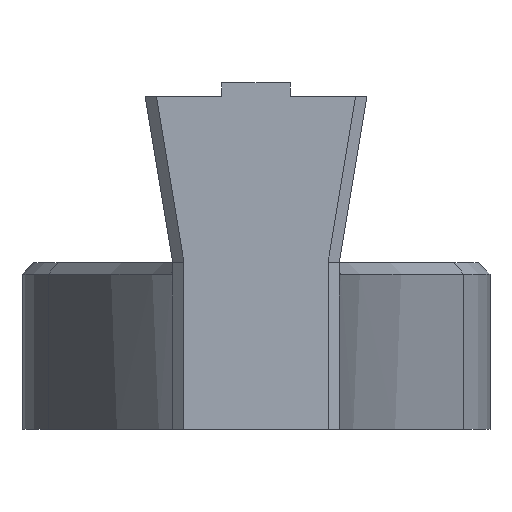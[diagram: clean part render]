
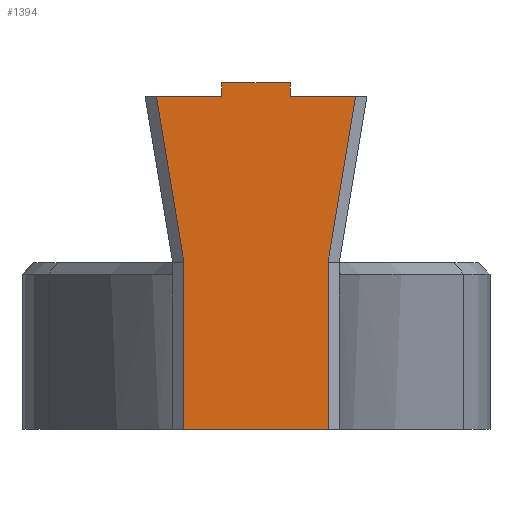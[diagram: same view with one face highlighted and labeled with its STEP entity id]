
A CAD part, left-side view. The second image highlights one B-rep face of the part: STEP entity #1394.
In plain terms, the highlighted planar face has unit normal (-1, 0, 0).
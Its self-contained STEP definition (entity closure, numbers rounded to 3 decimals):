
#207=FACE_OUTER_BOUND('',#292,.T.);
#292=EDGE_LOOP('',(#1270,#1271,#1272,#1273,#1274,#1275,#1276,#1277,#1278,
#1279));
#355=LINE('',#2569,#484);
#373=LINE('',#2613,#502);
#382=LINE('',#2642,#511);
#384=LINE('',#2645,#513);
#390=LINE('',#2660,#519);
#392=LINE('',#2663,#521);
#415=LINE('',#2734,#544);
#419=LINE('',#2741,#548);
#420=LINE('',#2743,#549);
#421=LINE('',#2745,#550);
#484=VECTOR('',#1680,10.);
#502=VECTOR('',#1716,1000.);
#511=VECTOR('',#1745,10.);
#513=VECTOR('',#1749,10.);
#519=VECTOR('',#1763,10.);
#521=VECTOR('',#1767,10.);
#544=VECTOR('',#1858,10.);
#548=VECTOR('',#1864,10.);
#549=VECTOR('',#1867,10.);
#550=VECTOR('',#1870,10.);
#630=VERTEX_POINT('',#2566);
#631=VERTEX_POINT('',#2568);
#647=VERTEX_POINT('',#2610);
#648=VERTEX_POINT('',#2612);
#658=VERTEX_POINT('',#2641);
#662=VERTEX_POINT('',#2657);
#663=VERTEX_POINT('',#2659);
#677=VERTEX_POINT('',#2733);
#678=VERTEX_POINT('',#2737);
#679=VERTEX_POINT('',#2739);
#792=EDGE_CURVE('',#630,#631,#355,.T.);
#814=EDGE_CURVE('',#647,#648,#373,.T.);
#829=EDGE_CURVE('',#648,#658,#382,.T.);
#831=EDGE_CURVE('',#658,#630,#384,.T.);
#838=EDGE_CURVE('',#662,#663,#390,.T.);
#840=EDGE_CURVE('',#663,#647,#392,.T.);
#873=EDGE_CURVE('',#631,#677,#415,.T.);
#877=EDGE_CURVE('',#678,#679,#419,.T.);
#878=EDGE_CURVE('',#677,#679,#420,.T.);
#879=EDGE_CURVE('',#678,#662,#421,.T.);
#1270=ORIENTED_EDGE('',*,*,#829,.F.);
#1271=ORIENTED_EDGE('',*,*,#814,.F.);
#1272=ORIENTED_EDGE('',*,*,#840,.F.);
#1273=ORIENTED_EDGE('',*,*,#838,.F.);
#1274=ORIENTED_EDGE('',*,*,#879,.F.);
#1275=ORIENTED_EDGE('',*,*,#877,.T.);
#1276=ORIENTED_EDGE('',*,*,#878,.F.);
#1277=ORIENTED_EDGE('',*,*,#873,.F.);
#1278=ORIENTED_EDGE('',*,*,#792,.F.);
#1279=ORIENTED_EDGE('',*,*,#831,.F.);
#1318=PLANE('',#1519);
#1394=ADVANCED_FACE('',(#207),#1318,.T.);
#1519=AXIS2_PLACEMENT_3D('',#2746,#1871,#1872);
#1680=DIRECTION('',(0.,-1.,0.));
#1716=DIRECTION('',(0.,1.,0.));
#1745=DIRECTION('',(0.,0.,1.));
#1749=DIRECTION('',(0.,0.164,0.986));
#1763=DIRECTION('',(0.,0.164,-0.986));
#1767=DIRECTION('',(0.,0.,-1.));
#1858=DIRECTION('',(0.,0.,1.));
#1864=DIRECTION('',(0.,0.,1.));
#1867=DIRECTION('',(0.,-1.,0.));
#1870=DIRECTION('',(0.,-1.,0.));
#1871=DIRECTION('center_axis',(-1.,0.,0.));
#1872=DIRECTION('ref_axis',(0.,0.,1.));
#2566=CARTESIAN_POINT('',(-75.,8.986,30.));
#2568=CARTESIAN_POINT('',(-75.,3.1,30.));
#2569=CARTESIAN_POINT('',(-75.,-10.,30.));
#2610=CARTESIAN_POINT('',(-75.,-6.5,0.));
#2612=CARTESIAN_POINT('',(-75.,6.5,0.));
#2613=CARTESIAN_POINT('',(-75.,7.5,0.));
#2641=CARTESIAN_POINT('',(-75.,6.5,15.083));
#2642=CARTESIAN_POINT('',(-75.,6.5,7.5));
#2645=CARTESIAN_POINT('',(-75.,6.514,15.164));
#2657=CARTESIAN_POINT('',(-75.,-8.986,30.));
#2659=CARTESIAN_POINT('',(-75.,-6.5,15.083));
#2660=CARTESIAN_POINT('',(-75.,-6.311,13.948));
#2663=CARTESIAN_POINT('',(-75.,-6.5,7.5));
#2733=CARTESIAN_POINT('',(-75.,3.1,31.25));
#2734=CARTESIAN_POINT('',(-75.,3.1,30.));
#2737=CARTESIAN_POINT('',(-75.,-3.1,30.));
#2739=CARTESIAN_POINT('',(-75.,-3.1,31.25));
#2741=CARTESIAN_POINT('',(-75.,-3.1,30.));
#2743=CARTESIAN_POINT('',(-75.,-3.1,31.25));
#2745=CARTESIAN_POINT('',(-75.,-10.,30.));
#2746=CARTESIAN_POINT('Origin',(-75.,7.5,15.));
